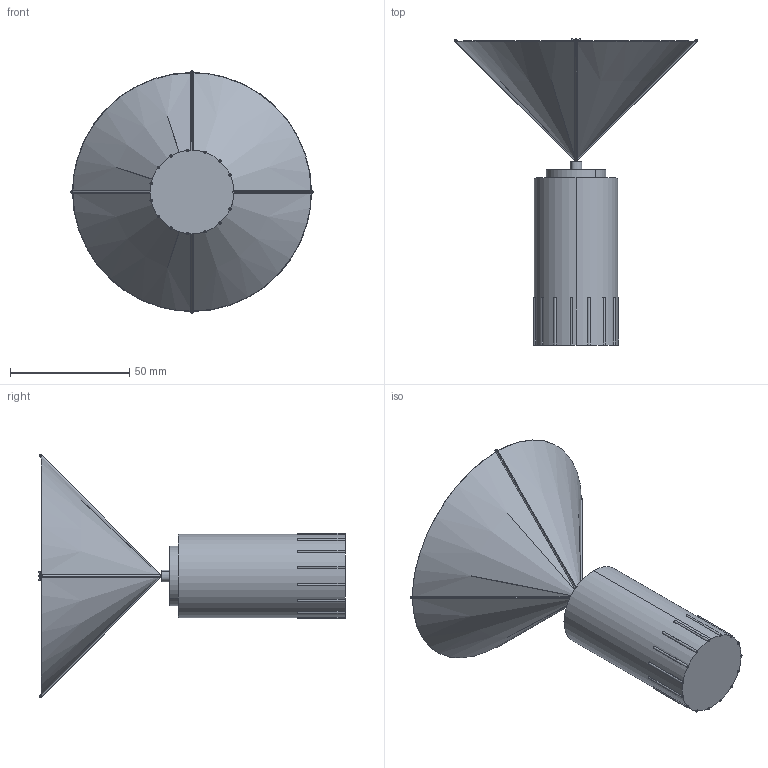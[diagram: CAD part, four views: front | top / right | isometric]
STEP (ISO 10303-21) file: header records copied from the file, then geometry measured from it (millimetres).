
FILE_DESCRIPTION (( 'STEP AP214' ), '1' );
FILE_NAME ('final assembly.STEP', '2024-10-04T05:53:33', ( '' ), ( '' ), 'SwSTEP 2.0', 'SolidWorks 2017', '' );
FILE_SCHEMA (( 'AUTOMOTIVE_DESIGN' ));
Length unit declared in the file: millimetre
Products named in the file (6): main part 1; guide; final assembly; second part; Extension_1 cm; Extension_10 cm
Assembly tree (5 placements, depth 2):
  final assembly
    main part 1
    second part
    guide
    Extension_1 cm
    Extension_10 cm
Bounding box: 101.7 x 128.32 x 101.7 mm (x, y, z)
Volume: 51933.8 mm3; surface area: 52460.5 mm2
Topology: 35 solids, 35 shells, 315 faces, 738 edges, 463 vertices
Faces by surface type: plane 113, bspline 80, cylinder 72, sphere 32, cone 18
Entity records: 13036 total; most frequent: CARTESIAN_POINT 5874, ORIENTED_EDGE 1360, DIRECTION 1149, EDGE_CURVE 680, VERTEX_POINT 447, AXIS2_PLACEMENT_3D 442, EDGE_LOOP 337, ADVANCED_FACE 315
